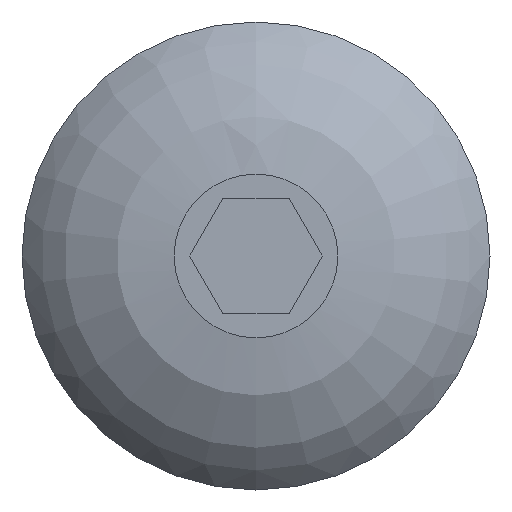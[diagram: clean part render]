
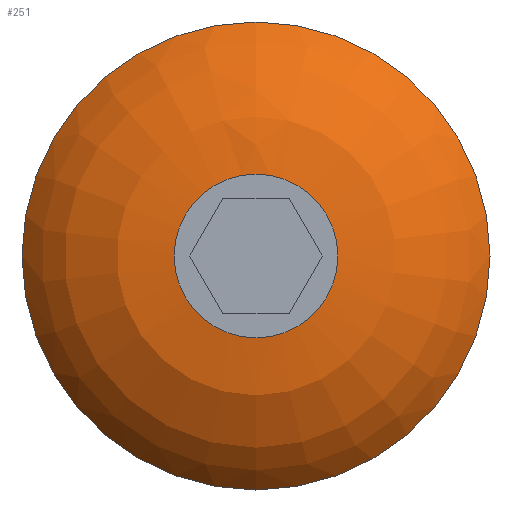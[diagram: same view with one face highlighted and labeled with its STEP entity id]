
A CAD part, left-side view. The second image highlights one B-rep face of the part: STEP entity #251.
In plain terms, the highlighted toroidal (fillet/blend) face has major radius 1.425 mm and minor radius 3.35 mm.
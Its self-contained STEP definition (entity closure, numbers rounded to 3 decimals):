
#21 = FACE_OUTER_BOUND ( 'NONE', #25, .T. ) ;
#25 = EDGE_LOOP ( 'NONE', ( #246 ) ) ;
#48 = ORIENTED_EDGE ( 'NONE', *, *, #75, .T. ) ;
#49 = DIRECTION ( 'NONE',  ( -1., 0., 0. ) ) ;
#64 = CARTESIAN_POINT ( 'NONE',  ( 1.3, 0., 4.075 ) ) ;
#65 = TOROIDAL_SURFACE ( 'NONE', #186, 1.425, 3.35 ) ;
#75 = EDGE_CURVE ( 'NONE', #123, #123, #312, .T. ) ;
#79 = EDGE_LOOP ( 'NONE', ( #48 ) ) ;
#113 = CARTESIAN_POINT ( 'NONE',  ( 3.35, 0., 0. ) ) ;
#123 = VERTEX_POINT ( 'NONE', #64 ) ;
#153 = CARTESIAN_POINT ( 'NONE',  ( 1.3, 0., 0. ) ) ;
#180 = VERTEX_POINT ( 'NONE', #204 ) ;
#186 = AXIS2_PLACEMENT_3D ( 'NONE', #113, #227, #365 ) ;
#204 = CARTESIAN_POINT ( 'NONE',  ( 0., 0., 1.425 ) ) ;
#227 = DIRECTION ( 'NONE',  ( -1., 0., 0. ) ) ;
#229 = CARTESIAN_POINT ( 'NONE',  ( 0., 0., 0. ) ) ;
#233 = AXIS2_PLACEMENT_3D ( 'NONE', #153, #273, #241 ) ;
#240 = EDGE_CURVE ( 'NONE', #180, #180, #304, .T. ) ;
#241 = DIRECTION ( 'NONE',  ( 0., 0., 1. ) ) ;
#246 = ORIENTED_EDGE ( 'NONE', *, *, #240, .F. ) ;
#251 = ADVANCED_FACE ( 'NONE', ( #21, #369 ), #65, .T. ) ;
#273 = DIRECTION ( 'NONE',  ( -1., 0., 0. ) ) ;
#290 = DIRECTION ( 'NONE',  ( 0., 0., 1. ) ) ;
#304 = CIRCLE ( 'NONE', #320, 1.425 ) ;
#312 = CIRCLE ( 'NONE', #233, 4.075 ) ;
#320 = AXIS2_PLACEMENT_3D ( 'NONE', #229, #49, #290 ) ;
#365 = DIRECTION ( 'NONE',  ( 0., 0., 1. ) ) ;
#369 = FACE_OUTER_BOUND ( 'NONE', #79, .T. ) ;
